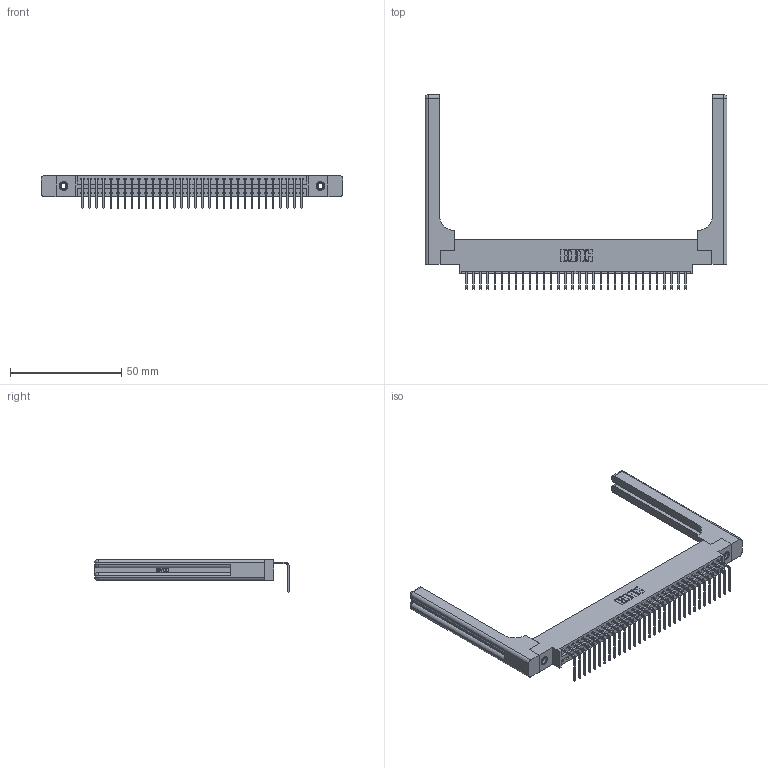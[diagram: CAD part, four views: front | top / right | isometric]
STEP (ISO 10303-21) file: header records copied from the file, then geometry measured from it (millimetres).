
FILE_DESCRIPTION (( 'STEP AP203' ), '1' );
FILE_NAME ('346-032-558-658.STEP', '2022-05-06T18:53:45', ( '' ), ( '' ), 'SwSTEP 2.0', 'SolidWorks 2020', '' );
FILE_SCHEMA (( 'CONFIG_CONTROL_DESIGN' ));
Length unit declared in the file: inch
Products named in the file (5): 346-032-558-658; 346 Part_0.170 Offset - 0.156 Dia-TH; 346-220-058_345-220-058; 345-292-001_558 Tail - 2; 345-250-001_345-250-001-102
Assembly tree (37 placements, depth 2):
  346-032-558-658
    346 Part_0.170 Offset - 0.156 Dia-TH
    345-292-001_558 Tail - 2  x32
    345-250-001_345-250-001-102  x2
    346-220-058_345-220-058  x2
Bounding box: 135.66 x 87.44 x 14.73 mm (x, y, z)
Volume: 20369.2 mm3; surface area: 21952.2 mm2
Topology: 37 solids, 37 shells, 2316 faces, 6867 edges, 4514 vertices
Faces by surface type: plane 1586, cylinder 670, bspline 36, cone 12, sphere 8, torus 4
Entity records: 27020 total; most frequent: CARTESIAN_POINT 5619, ORIENTED_EDGE 4380, DIRECTION 3898, EDGE_CURVE 2190, LINE 1838, VECTOR 1838, VERTEX_POINT 1450, AXIS2_PLACEMENT_3D 1030
